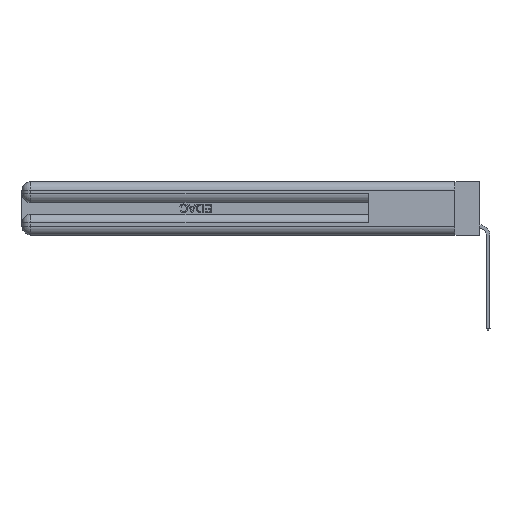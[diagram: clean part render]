
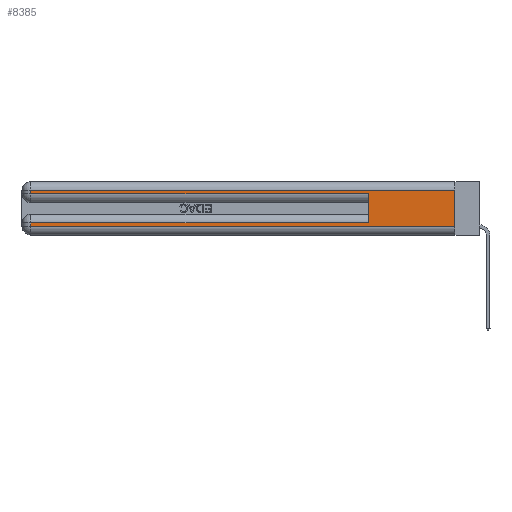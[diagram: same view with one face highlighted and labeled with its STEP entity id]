
A CAD part, left-side view. The second image highlights one B-rep face of the part: STEP entity #8385.
In plain terms, the highlighted planar face has unit normal (-1, 0, 0).
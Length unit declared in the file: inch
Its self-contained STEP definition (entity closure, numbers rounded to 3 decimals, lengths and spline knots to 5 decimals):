
#15 = VECTOR ( 'NONE', #22906, 39.37008 ) ;
#232 = VERTEX_POINT ( 'NONE', #16576 ) ;
#1011 = ORIENTED_EDGE ( 'NONE', *, *, #13832, .F. ) ;
#1407 = VERTEX_POINT ( 'NONE', #16612 ) ;
#1472 = DIRECTION ( 'NONE',  ( 0., 0., 1. ) ) ;
#1800 = DIRECTION ( 'NONE',  ( 0., 1., 0. ) ) ;
#2368 = CARTESIAN_POINT ( 'NONE',  ( 0., 2.94, 0.31 ) ) ;
#2421 = DIRECTION ( 'NONE',  ( 0., 0., -1. ) ) ;
#2533 = EDGE_CURVE ( 'NONE', #27549, #232, #24600, .T. ) ;
#3668 = EDGE_CURVE ( 'NONE', #34305, #6832, #28680, .T. ) ;
#4361 = CARTESIAN_POINT ( 'NONE',  ( 0., 2.94, 0.37 ) ) ;
#4497 = LINE ( 'NONE', #31257, #32676 ) ;
#4631 = VERTEX_POINT ( 'NONE', #30397 ) ;
#5192 = LINE ( 'NONE', #28316, #24648 ) ;
#5404 = LINE ( 'NONE', #17409, #6232 ) ;
#5661 = CARTESIAN_POINT ( 'NONE',  ( 0., 0., 0.31 ) ) ;
#6232 = VECTOR ( 'NONE', #1472, 39.37008 ) ;
#6807 = EDGE_CURVE ( 'NONE', #34305, #31218, #5192, .T. ) ;
#6832 = VERTEX_POINT ( 'NONE', #23362 ) ;
#8385 = ADVANCED_FACE ( 'NONE', ( #32823 ), #17383, .F. ) ;
#8864 = VECTOR ( 'NONE', #21398, 39.37008 ) ;
#9657 = DIRECTION ( 'NONE',  ( 0., -1., 0. ) ) ;
#10864 = ORIENTED_EDGE ( 'NONE', *, *, #2533, .T. ) ;
#11868 = ORIENTED_EDGE ( 'NONE', *, *, #33670, .T. ) ;
#12170 = DIRECTION ( 'NONE',  ( 1., 0., 0. ) ) ;
#12480 = AXIS2_PLACEMENT_3D ( 'NONE', #25331, #12170, #30645 ) ;
#12663 = LINE ( 'NONE', #22970, #20510 ) ;
#12781 = DIRECTION ( 'NONE',  ( 0., -1., 0. ) ) ;
#13384 = LINE ( 'NONE', #4361, #15 ) ;
#13428 = CARTESIAN_POINT ( 'NONE',  ( 0., 0., 0.085 ) ) ;
#13832 = EDGE_CURVE ( 'NONE', #27549, #4631, #5404, .T. ) ;
#16033 = ORIENTED_EDGE ( 'NONE', *, *, #3668, .F. ) ;
#16311 = VECTOR ( 'NONE', #26087, 39.37008 ) ;
#16312 = ORIENTED_EDGE ( 'NONE', *, *, #29405, .T. ) ;
#16576 = CARTESIAN_POINT ( 'NONE',  ( 0., 2.94, 0.085 ) ) ;
#16612 = CARTESIAN_POINT ( 'NONE',  ( 0., 2.94, 0.285 ) ) ;
#17383 = PLANE ( 'NONE',  #12480 ) ;
#17409 = CARTESIAN_POINT ( 'NONE',  ( 0., 0.6, 0.145 ) ) ;
#18142 = LINE ( 'NONE', #34174, #31358 ) ;
#18239 = CARTESIAN_POINT ( 'NONE',  ( 0., 0., 0.37 ) ) ;
#19595 = CARTESIAN_POINT ( 'NONE',  ( 0., 0.6, 0.085 ) ) ;
#20207 = EDGE_CURVE ( 'NONE', #1407, #4631, #4497, .T. ) ;
#20510 = VECTOR ( 'NONE', #9657, 39.37008 ) ;
#21398 = DIRECTION ( 'NONE',  ( 0., 1., 0. ) ) ;
#22906 = DIRECTION ( 'NONE',  ( 0., 0., -1. ) ) ;
#22970 = CARTESIAN_POINT ( 'NONE',  ( 0., 0., 0.06 ) ) ;
#23297 = EDGE_CURVE ( 'NONE', #31769, #6832, #12663, .T. ) ;
#23362 = CARTESIAN_POINT ( 'NONE',  ( 0., 0., 0.06 ) ) ;
#24600 = LINE ( 'NONE', #13428, #8864 ) ;
#24648 = VECTOR ( 'NONE', #1800, 39.37008 ) ;
#25331 = CARTESIAN_POINT ( 'NONE',  ( 0., 0., 0.37 ) ) ;
#26087 = DIRECTION ( 'NONE',  ( 0., 0., -1. ) ) ;
#26310 = EDGE_LOOP ( 'NONE', ( #16033, #27702, #11868, #27177, #1011, #10864, #16312, #27383 ) ) ;
#26315 = CARTESIAN_POINT ( 'NONE',  ( 0., 2.94, 0.06 ) ) ;
#27177 = ORIENTED_EDGE ( 'NONE', *, *, #20207, .T. ) ;
#27383 = ORIENTED_EDGE ( 'NONE', *, *, #23297, .T. ) ;
#27549 = VERTEX_POINT ( 'NONE', #19595 ) ;
#27702 = ORIENTED_EDGE ( 'NONE', *, *, #6807, .T. ) ;
#28316 = CARTESIAN_POINT ( 'NONE',  ( 0., 0., 0.31 ) ) ;
#28680 = LINE ( 'NONE', #18239, #16311 ) ;
#29405 = EDGE_CURVE ( 'NONE', #232, #31769, #13384, .T. ) ;
#30397 = CARTESIAN_POINT ( 'NONE',  ( 0., 0.6, 0.285 ) ) ;
#30645 = DIRECTION ( 'NONE',  ( 0., 0., -1. ) ) ;
#31218 = VERTEX_POINT ( 'NONE', #2368 ) ;
#31257 = CARTESIAN_POINT ( 'NONE',  ( 0., 0., 0.285 ) ) ;
#31358 = VECTOR ( 'NONE', #2421, 39.37008 ) ;
#31769 = VERTEX_POINT ( 'NONE', #26315 ) ;
#32676 = VECTOR ( 'NONE', #12781, 39.37008 ) ;
#32823 = FACE_OUTER_BOUND ( 'NONE', #26310, .T. ) ;
#33670 = EDGE_CURVE ( 'NONE', #31218, #1407, #18142, .T. ) ;
#34174 = CARTESIAN_POINT ( 'NONE',  ( 0., 2.94, 0.37 ) ) ;
#34305 = VERTEX_POINT ( 'NONE', #5661 ) ;
